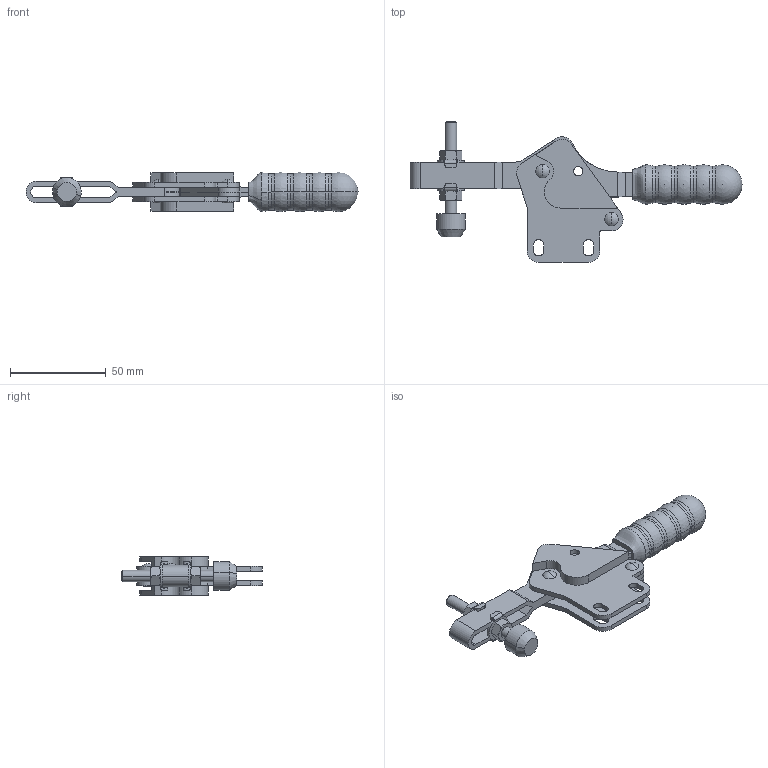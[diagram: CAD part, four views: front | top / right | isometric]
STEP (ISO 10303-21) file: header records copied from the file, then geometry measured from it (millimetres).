
FILE_DESCRIPTION (( 'STEP AP214' ), '1' );
FILE_NAME ('GH-21501-B(Â²¤Æ).STEP', '2020-07-13T09:27:50', ( 'LinWei' ), ( '' ), 'SwSTEP 2.0', 'SolidWorks 2016', '' );
FILE_SCHEMA (( 'AUTOMOTIVE_DESIGN' ));
Length unit declared in the file: millimetre
Products named in the file (6): Group5^GH-21501-B(簡化); Group4^GH-21501-B(簡化); Group2^GH-21501-B(簡化); Group1^GH-21501-B(簡化); GH-21501-B(簡化); 121502B08-1^GH-21501-B(簡化)
Assembly tree (5 placements, depth 2):
  GH-21501-B(簡化)
    Group1^GH-21501-B(簡化)
    Group2^GH-21501-B(簡化)
    Group4^GH-21501-B(簡化)
    Group5^GH-21501-B(簡化)
    121502B08-1^GH-21501-B(簡化)
Bounding box: 173 x 73.2 x 20.5 mm (x, y, z)
Volume: 46056.1 mm3; surface area: 29506.3 mm2
Topology: 5 solids, 5 shells, 340 faces, 892 edges, 570 vertices
Faces by surface type: plane 142, cylinder 124, cone 30, torus 24, sphere 18, bspline 2
Entity records: 12236 total; most frequent: CARTESIAN_POINT 2420, DIRECTION 1847, ORIENTED_EDGE 1736, EDGE_CURVE 868, AXIS2_PLACEMENT_3D 706, VERTEX_POINT 556, LINE 435, VECTOR 435
